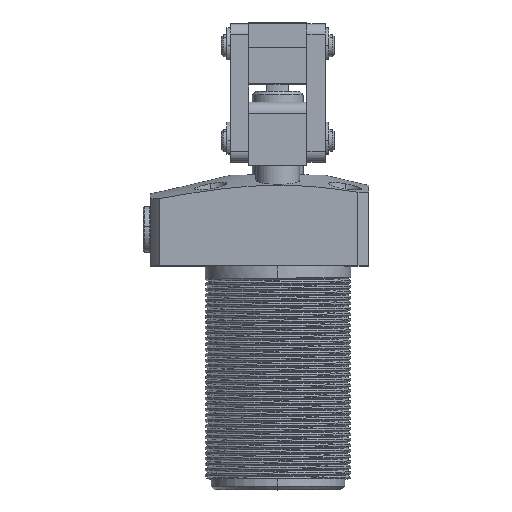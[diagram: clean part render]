
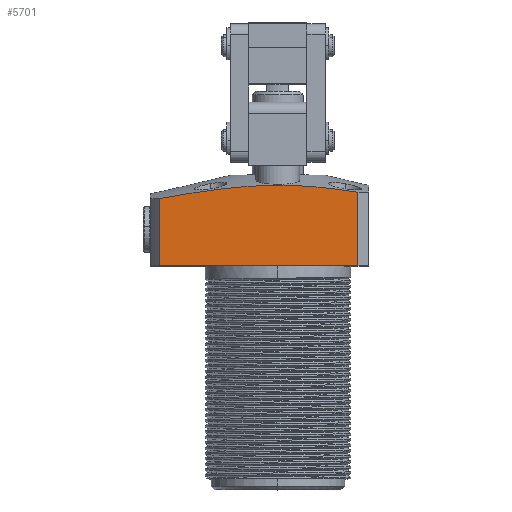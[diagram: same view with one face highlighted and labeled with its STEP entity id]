
A CAD part, top view. The second image highlights one B-rep face of the part: STEP entity #5701.
In plain terms, the highlighted planar face has unit normal (0, 0, 1).
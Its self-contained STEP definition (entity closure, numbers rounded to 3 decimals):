
#1272 = CARTESIAN_POINT ( 'NONE',  ( -27.496, 18.478, 25. ) ) ;
#1376 = LINE ( 'NONE', #6716, #50561 ) ;
#1497 = CARTESIAN_POINT ( 'NONE',  ( -14.035, 20.708, 25. ) ) ;
#2374 = EDGE_CURVE ( 'NONE', #47893, #25777, #25252, .T. ) ;
#5394 = B_SPLINE_CURVE_WITH_KNOTS ( 'NONE', 3,
 ( #47310, #11816, #37097, #16942, #52442, #22005, #57548, #27137 ),
 .UNSPECIFIED., .F., .F.,
 ( 4, 2, 2, 4 ),
 ( 0.033, 0.038, 0.044, 0.055 ),
 .UNSPECIFIED. ) ;
#5701 = ADVANCED_FACE ( 'NONE', ( #27566 ), #12427, .T. ) ;
#6595 = CARTESIAN_POINT ( 'NONE',  ( -5.915, 21.674, 25. ) ) ;
#6716 = CARTESIAN_POINT ( 'NONE',  ( 27., 0., 25. ) ) ;
#6931 = DIRECTION ( 'NONE',  ( 0., -1., 0. ) ) ;
#7465 = EDGE_CURVE ( 'NONE', #49251, #33580, #5394, .T. ) ;
#11687 = CARTESIAN_POINT ( 'NONE',  ( 2.257, 22.172, 25. ) ) ;
#11816 = CARTESIAN_POINT ( 'NONE',  ( 6.847, 22.172, 25. ) ) ;
#12116 = CARTESIAN_POINT ( 'NONE',  ( 5., 22.172, 25. ) ) ;
#12427 = PLANE ( 'NONE',  #59400 ) ;
#16942 = CARTESIAN_POINT ( 'NONE',  ( 12.369, 21.941, 25. ) ) ;
#18828 = CARTESIAN_POINT ( 'NONE',  ( -30., 0., 25. ) ) ;
#21665 = CARTESIAN_POINT ( 'NONE',  ( -24.809, 18.97, 25. ) ) ;
#22005 = CARTESIAN_POINT ( 'NONE',  ( 19.701, 21.293, 25. ) ) ;
#23723 = DIRECTION ( 'NONE',  ( 0., 0., 1. ) ) ;
#25252 = LINE ( 'NONE', #18828, #45101 ) ;
#25777 = VERTEX_POINT ( 'NONE', #53634 ) ;
#26578 = B_SPLINE_CURVE_WITH_KNOTS ( 'NONE', 3,
 ( #1272, #21665, #62284, #31896, #1497, #36976, #6595, #42089, #11687, #47197 ),
 .UNSPECIFIED., .F., .F.,
 ( 4, 2, 2, 2, 4 ),
 ( 0., 0.008, 0.016, 0.025, 0.033 ),
 .UNSPECIFIED. ) ;
#27137 = CARTESIAN_POINT ( 'NONE',  ( 27., 20.255, 25. ) ) ;
#27566 = FACE_OUTER_BOUND ( 'NONE', #39261, .T. ) ;
#27816 = VECTOR ( 'NONE', #6931, 1000. ) ;
#27887 = CARTESIAN_POINT ( 'NONE',  ( 27., 20.255, 25. ) ) ;
#31743 = ORIENTED_EDGE ( 'NONE', *, *, #7465, .F. ) ;
#31896 = CARTESIAN_POINT ( 'NONE',  ( -16.732, 20.309, 25. ) ) ;
#33405 = EDGE_CURVE ( 'NONE', #39652, #49251, #26578, .T. ) ;
#33580 = VERTEX_POINT ( 'NONE', #27887 ) ;
#36976 = CARTESIAN_POINT ( 'NONE',  ( -8.626, 21.391, 25. ) ) ;
#37097 = CARTESIAN_POINT ( 'NONE',  ( 8.69, 22.124, 25. ) ) ;
#38800 = EDGE_CURVE ( 'NONE', #39652, #47893, #54803, .T. ) ;
#38810 = CARTESIAN_POINT ( 'NONE',  ( -30., 0., 25. ) ) ;
#38956 = ORIENTED_EDGE ( 'NONE', *, *, #38800, .T. ) ;
#39261 = EDGE_LOOP ( 'NONE', ( #45763, #31743, #65047, #38956, #40890 ) ) ;
#39652 = VERTEX_POINT ( 'NONE', #42500 ) ;
#40402 = CARTESIAN_POINT ( 'NONE',  ( -27.496, 0., 25. ) ) ;
#40890 = ORIENTED_EDGE ( 'NONE', *, *, #2374, .T. ) ;
#42089 = CARTESIAN_POINT ( 'NONE',  ( -0.474, 22.065, 25. ) ) ;
#42221 = DIRECTION ( 'NONE',  ( 0., 1., 0. ) ) ;
#42500 = CARTESIAN_POINT ( 'NONE',  ( -27.496, 18.478, 25. ) ) ;
#45101 = VECTOR ( 'NONE', #54349, 1000. ) ;
#45763 = ORIENTED_EDGE ( 'NONE', *, *, #63172, .T. ) ;
#47197 = CARTESIAN_POINT ( 'NONE',  ( 5., 22.172, 25. ) ) ;
#47310 = CARTESIAN_POINT ( 'NONE',  ( 5., 22.172, 25. ) ) ;
#47893 = VERTEX_POINT ( 'NONE', #55931 ) ;
#49251 = VERTEX_POINT ( 'NONE', #12116 ) ;
#50561 = VECTOR ( 'NONE', #42221, 1000. ) ;
#52442 = CARTESIAN_POINT ( 'NONE',  ( 14.204, 21.805, 25. ) ) ;
#53634 = CARTESIAN_POINT ( 'NONE',  ( 27., 0., 25. ) ) ;
#54349 = DIRECTION ( 'NONE',  ( 1., 0., 0. ) ) ;
#54803 = LINE ( 'NONE', #40402, #27816 ) ;
#55931 = CARTESIAN_POINT ( 'NONE',  ( -27.496, 0., 25. ) ) ;
#57548 = CARTESIAN_POINT ( 'NONE',  ( 23.354, 20.811, 25. ) ) ;
#59239 = DIRECTION ( 'NONE',  ( 1., 0., 0. ) ) ;
#59400 = AXIS2_PLACEMENT_3D ( 'NONE', #38810, #23723, #59239 ) ;
#62284 = CARTESIAN_POINT ( 'NONE',  ( -22.119, 19.44, 25. ) ) ;
#63172 = EDGE_CURVE ( 'NONE', #25777, #33580, #1376, .T. ) ;
#65047 = ORIENTED_EDGE ( 'NONE', *, *, #33405, .F. ) ;
